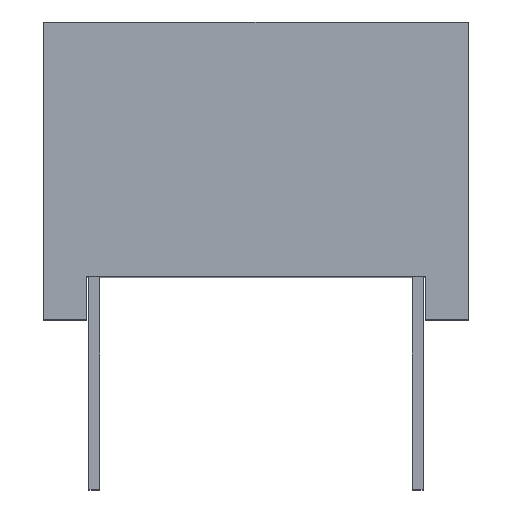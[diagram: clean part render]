
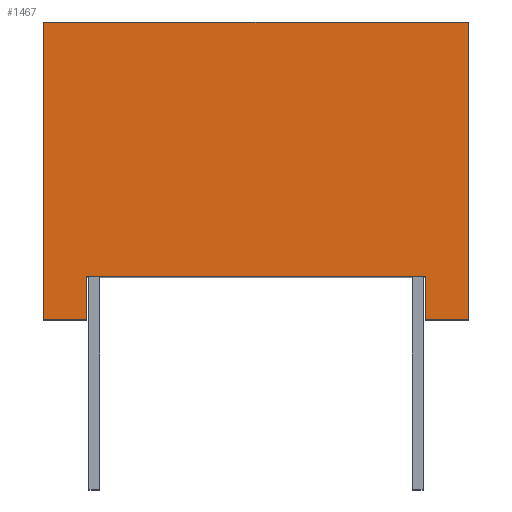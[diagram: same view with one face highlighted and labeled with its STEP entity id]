
A CAD part, top view. The second image highlights one B-rep face of the part: STEP entity #1467.
In plain terms, the highlighted planar face has unit normal (0, 0, 1).
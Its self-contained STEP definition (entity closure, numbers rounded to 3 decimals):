
#614 = VERTEX_POINT ( 'NONE', #1104 ) ;
#615 = VERTEX_POINT ( 'NONE', #1105 ) ;
#1104 = CARTESIAN_POINT ( 'NONE',  ( -4., -7., 6.5 ) ) ;
#1105 = CARTESIAN_POINT ( 'NONE',  ( -5., -7., 6.5 ) ) ;
#1467 = ADVANCED_FACE ( 'NONE', ( #5527 ), #8028, .T. ) ;
#2817 = EDGE_CURVE ( 'NONE', #615, #5214, #10296, .T. ) ;
#2822 = EDGE_CURVE ( 'NONE', #5811, #5826, #10311, .T. ) ;
#2826 = EDGE_CURVE ( 'NONE', #5811, #5275, #10323, .T. ) ;
#2894 = ORIENTED_EDGE ( 'NONE', *, *, #2822, .T. ) ;
#2895 = ORIENTED_EDGE ( 'NONE', *, *, #4188, .F. ) ;
#2896 = ORIENTED_EDGE ( 'NONE', *, *, #4064, .F. ) ;
#2897 = ORIENTED_EDGE ( 'NONE', *, *, #2826, .F. ) ;
#2898 = ORIENTED_EDGE ( 'NONE', *, *, #4238, .T. ) ;
#2899 = ORIENTED_EDGE ( 'NONE', *, *, #4222, .F. ) ;
#2900 = ORIENTED_EDGE ( 'NONE', *, *, #2817, .F. ) ;
#2901 = ORIENTED_EDGE ( 'NONE', *, *, #4183, .T. ) ;
#3524 = EDGE_LOOP ( 'NONE', ( #2895, #2896, #2897, #2894, #2898, #2899, #2900, #2901 ) ) ;
#4064 = EDGE_CURVE ( 'NONE', #5275, #5274, #10605, .T. ) ;
#4183 = EDGE_CURVE ( 'NONE', #615, #614, #11242, .T. ) ;
#4188 = EDGE_CURVE ( 'NONE', #5274, #614, #11257, .T. ) ;
#4222 = EDGE_CURVE ( 'NONE', #5214, #5213, #11359, .T. ) ;
#4238 = EDGE_CURVE ( 'NONE', #5826, #5213, #11407, .T. ) ;
#5213 = VERTEX_POINT ( 'NONE', #15410 ) ;
#5214 = VERTEX_POINT ( 'NONE', #15411 ) ;
#5274 = VERTEX_POINT ( 'NONE', #15466 ) ;
#5275 = VERTEX_POINT ( 'NONE', #15467 ) ;
#5522 = AXIS2_PLACEMENT_3D ( 'NONE', #8029, #8030, #8031 ) ;
#5527 = FACE_OUTER_BOUND ( 'NONE', #3524, .T. ) ;
#5811 = VERTEX_POINT ( 'NONE', #16167 ) ;
#5826 = VERTEX_POINT ( 'NONE', #16182 ) ;
#8028 = PLANE ( 'NONE',  #5522 ) ;
#8029 = CARTESIAN_POINT ( 'NONE',  ( -12.899, -7., 6.5 ) ) ;
#8030 = DIRECTION ( 'NONE',  ( 0., 0., 1. ) ) ;
#8031 = DIRECTION ( 'NONE',  ( 1., 0., 0. ) ) ;
#9356 = VECTOR ( 'NONE', #10298, 1000. ) ;
#9361 = VECTOR ( 'NONE', #10313, 1000. ) ;
#9365 = VECTOR ( 'NONE', #10325, 1000. ) ;
#9434 = VECTOR ( 'NONE', #10607, 1000. ) ;
#9523 = VECTOR ( 'NONE', #11244, 1000. ) ;
#9528 = VECTOR ( 'NONE', #11259, 1000. ) ;
#9563 = VECTOR ( 'NONE', #11361, 1000. ) ;
#9581 = VECTOR ( 'NONE', #11409, 1000. ) ;
#10296 = LINE ( 'NONE', #10297, #9356 ) ;
#10297 = CARTESIAN_POINT ( 'NONE',  ( -5., -7., 6.5 ) ) ;
#10298 = DIRECTION ( 'NONE',  ( 0., 1., 0. ) ) ;
#10311 = LINE ( 'NONE', #10312, #9361 ) ;
#10312 = CARTESIAN_POINT ( 'NONE',  ( -12.899, -7., 6.5 ) ) ;
#10313 = DIRECTION ( 'NONE',  ( 1., 0., 0. ) ) ;
#10323 = LINE ( 'NONE', #10324, #9365 ) ;
#10324 = CARTESIAN_POINT ( 'NONE',  ( 4., -3.5, 6.5 ) ) ;
#10325 = DIRECTION ( 'NONE',  ( 0., 1., 0. ) ) ;
#10605 = LINE ( 'NONE', #10606, #9434 ) ;
#10606 = CARTESIAN_POINT ( 'NONE',  ( -9.636, -6., 6.5 ) ) ;
#10607 = DIRECTION ( 'NONE',  ( -1., 0., 0. ) ) ;
#11242 = LINE ( 'NONE', #11243, #9523 ) ;
#11243 = CARTESIAN_POINT ( 'NONE',  ( -12.899, -7., 6.5 ) ) ;
#11244 = DIRECTION ( 'NONE',  ( 1., 0., 0. ) ) ;
#11257 = LINE ( 'NONE', #11258, #9528 ) ;
#11258 = CARTESIAN_POINT ( 'NONE',  ( -4., -3.5, 6.5 ) ) ;
#11259 = DIRECTION ( 'NONE',  ( 0., -1., 0. ) ) ;
#11359 = LINE ( 'NONE', #11360, #9563 ) ;
#11360 = CARTESIAN_POINT ( 'NONE',  ( -12.899, 0., 6.5 ) ) ;
#11361 = DIRECTION ( 'NONE',  ( 1., 0., 0. ) ) ;
#11407 = LINE ( 'NONE', #11408, #9581 ) ;
#11408 = CARTESIAN_POINT ( 'NONE',  ( 5., -7., 6.5 ) ) ;
#11409 = DIRECTION ( 'NONE',  ( 0., 1., 0. ) ) ;
#15410 = CARTESIAN_POINT ( 'NONE',  ( 5., 0., 6.5 ) ) ;
#15411 = CARTESIAN_POINT ( 'NONE',  ( -5., 0., 6.5 ) ) ;
#15466 = CARTESIAN_POINT ( 'NONE',  ( -4., -6., 6.5 ) ) ;
#15467 = CARTESIAN_POINT ( 'NONE',  ( 4., -6., 6.5 ) ) ;
#16167 = CARTESIAN_POINT ( 'NONE',  ( 4., -7., 6.5 ) ) ;
#16182 = CARTESIAN_POINT ( 'NONE',  ( 5., -7., 6.5 ) ) ;
